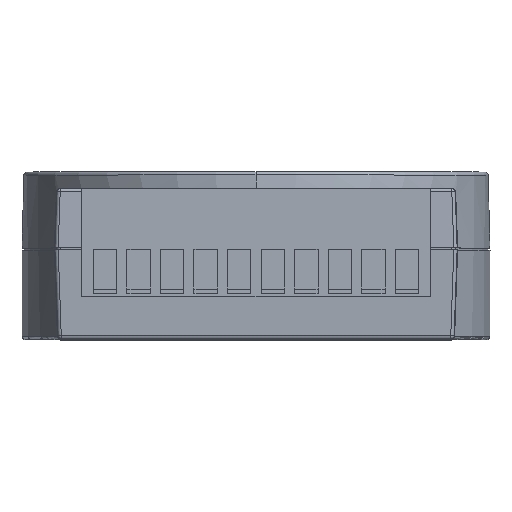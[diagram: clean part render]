
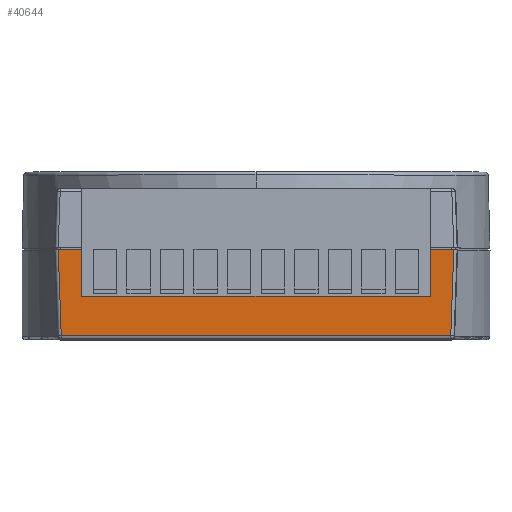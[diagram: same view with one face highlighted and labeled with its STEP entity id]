
A CAD part, top view. The second image highlights one B-rep face of the part: STEP entity #40644.
In plain terms, the highlighted planar face has unit normal (0, -0.035, 0.999).
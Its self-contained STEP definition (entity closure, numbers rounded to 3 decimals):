
#38311 = VERTEX_POINT ( 'NONE', #57704 ) ;
#38316 = EDGE_CURVE ( 'NONE', #38311, #38318, #57702, .T. ) ;
#38318 = VERTEX_POINT ( 'NONE', #57693 ) ;
#38349 = VERTEX_POINT ( 'NONE', #57746 ) ;
#38415 = VERTEX_POINT ( 'NONE', #57830 ) ;
#38597 = EDGE_CURVE ( 'NONE', #38415, #38349, #58035, .T. ) ;
#40644 = ADVANCED_FACE ( 'NONE', ( #61477 ), #61476, .T. ) ;
#40648 = EDGE_LOOP ( 'NONE', ( #40651, #40661, #40666, #40669, #40679, #40837, #40842, #40845 ) ) ;
#40651 = ORIENTED_EDGE ( 'NONE', *, *, #40654, .T. ) ;
#40654 = EDGE_CURVE ( 'NONE', #40657, #40659, #61523, .T. ) ;
#40657 = VERTEX_POINT ( 'NONE', #61570 ) ;
#40659 = VERTEX_POINT ( 'NONE', #61568 ) ;
#40661 = ORIENTED_EDGE ( 'NONE', *, *, #40664, .T. ) ;
#40664 = EDGE_CURVE ( 'NONE', #40659, #38318, #61564, .T. ) ;
#40666 = ORIENTED_EDGE ( 'NONE', *, *, #38316, .F. ) ;
#40669 = ORIENTED_EDGE ( 'NONE', *, *, #40673, .T. ) ;
#40673 = EDGE_CURVE ( 'NONE', #38311, #40676, #61611, .T. ) ;
#40676 = VERTEX_POINT ( 'NONE', #61591 ) ;
#40679 = ORIENTED_EDGE ( 'NONE', *, *, #40681, .T. ) ;
#40681 = EDGE_CURVE ( 'NONE', #40676, #40683, #61586, .T. ) ;
#40683 = VERTEX_POINT ( 'NONE', #61580 ) ;
#40837 = ORIENTED_EDGE ( 'NONE', *, *, #40840, .T. ) ;
#40840 = EDGE_CURVE ( 'NONE', #40683, #38349, #62139, .T. ) ;
#40842 = ORIENTED_EDGE ( 'NONE', *, *, #38597, .F. ) ;
#40845 = ORIENTED_EDGE ( 'NONE', *, *, #40848, .T. ) ;
#40848 = EDGE_CURVE ( 'NONE', #38415, #40657, #62146, .T. ) ;
#57693 = CARTESIAN_POINT ( 'NONE',  ( -26., -0.15, 50.995 ) ) ;
#57699 = DIRECTION ( 'NONE',  ( 1., 0., 0. ) ) ;
#57700 = VECTOR ( 'NONE', #57699, 1000. ) ;
#57701 = CARTESIAN_POINT ( 'NONE',  ( 30., -0.15, 50.995 ) ) ;
#57702 = LINE ( 'NONE', #57701, #57700 ) ;
#57704 = CARTESIAN_POINT ( 'NONE',  ( -29.495, -0.15, 50.995 ) ) ;
#57746 = CARTESIAN_POINT ( 'NONE',  ( 29.495, -0.15, 50.995 ) ) ;
#57830 = CARTESIAN_POINT ( 'NONE',  ( 26., -0.15, 50.995 ) ) ;
#58032 = DIRECTION ( 'NONE',  ( 1., 0., 0. ) ) ;
#58033 = VECTOR ( 'NONE', #58032, 1000. ) ;
#58034 = CARTESIAN_POINT ( 'NONE',  ( 30., -0.15, 50.995 ) ) ;
#58035 = LINE ( 'NONE', #58034, #58033 ) ;
#61472 = DIRECTION ( 'NONE',  ( 0., -0.999, -0.035 ) ) ;
#61473 = DIRECTION ( 'NONE',  ( 0., -0.035, 0.999 ) ) ;
#61474 = CARTESIAN_POINT ( 'NONE',  ( 30., 0., 51. ) ) ;
#61475 = AXIS2_PLACEMENT_3D ( 'NONE', #61474, #61473, #61472 ) ;
#61476 = PLANE ( 'NONE',  #61475 ) ;
#61477 = FACE_OUTER_BOUND ( 'NONE', #40648, .T. ) ;
#61520 = DIRECTION ( 'NONE',  ( -1., 0., 0. ) ) ;
#61521 = VECTOR ( 'NONE', #61520, 1000. ) ;
#61522 = CARTESIAN_POINT ( 'NONE',  ( 30., -7.097, 50.752 ) ) ;
#61523 = LINE ( 'NONE', #61522, #61521 ) ;
#61561 = DIRECTION ( 'NONE',  ( 0., 0.999, 0.035 ) ) ;
#61562 = VECTOR ( 'NONE', #61561, 1000. ) ;
#61563 = CARTESIAN_POINT ( 'NONE',  ( -26., 0., 51. ) ) ;
#61564 = LINE ( 'NONE', #61563, #61562 ) ;
#61568 = CARTESIAN_POINT ( 'NONE',  ( -26., -7.097, 50.752 ) ) ;
#61570 = CARTESIAN_POINT ( 'NONE',  ( 26., -7.097, 50.752 ) ) ;
#61580 = CARTESIAN_POINT ( 'NONE',  ( 29.046, -13.017, 50.545 ) ) ;
#61583 = DIRECTION ( 'NONE',  ( 1., 0., 0. ) ) ;
#61584 = VECTOR ( 'NONE', #61583, 1000. ) ;
#61585 = CARTESIAN_POINT ( 'NONE',  ( 29.529, -13.017, 50.545 ) ) ;
#61586 = LINE ( 'NONE', #61585, #61584 ) ;
#61591 = CARTESIAN_POINT ( 'NONE',  ( -29.046, -13.017, 50.545 ) ) ;
#61608 = DIRECTION ( 'NONE',  ( 0.035, -0.999, -0.035 ) ) ;
#61609 = VECTOR ( 'NONE', #61608, 1000. ) ;
#61610 = CARTESIAN_POINT ( 'NONE',  ( -29.428, -2.073, 50.928 ) ) ;
#61611 = LINE ( 'NONE', #61610, #61609 ) ;
#62113 = DIRECTION ( 'NONE',  ( 0.035, 0.999, 0.035 ) ) ;
#62114 = VECTOR ( 'NONE', #62113, 1000. ) ;
#62115 = CARTESIAN_POINT ( 'NONE',  ( 29.501, 0.017, 51.001 ) ) ;
#62139 = LINE ( 'NONE', #62115, #62114 ) ;
#62143 = DIRECTION ( 'NONE',  ( 0., -0.999, -0.035 ) ) ;
#62144 = VECTOR ( 'NONE', #62143, 1000. ) ;
#62145 = CARTESIAN_POINT ( 'NONE',  ( 26., 0., 51. ) ) ;
#62146 = LINE ( 'NONE', #62145, #62144 ) ;
